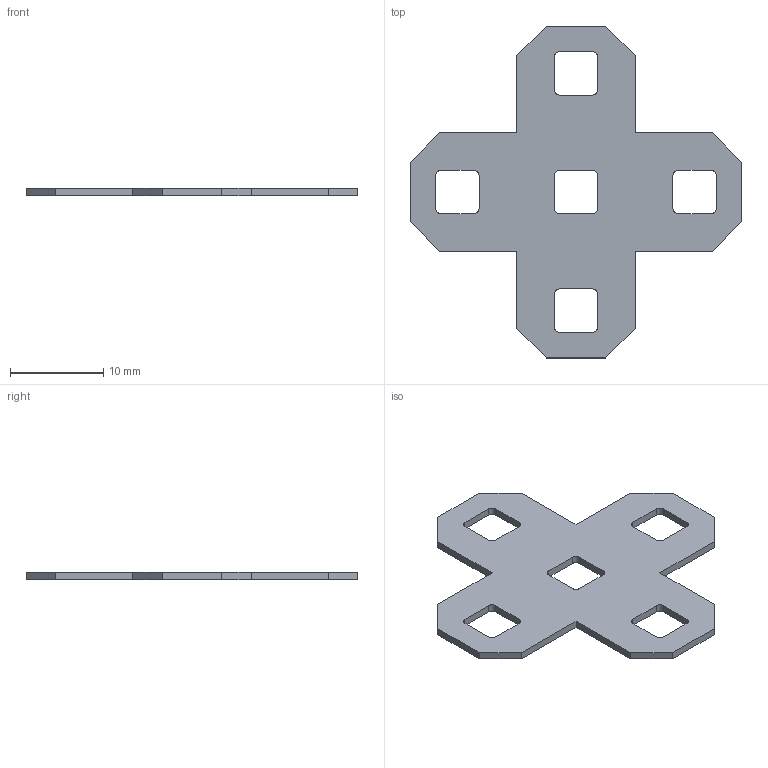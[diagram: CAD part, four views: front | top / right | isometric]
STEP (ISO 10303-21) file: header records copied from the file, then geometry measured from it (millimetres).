
FILE_DESCRIPTION(/* description */ (''),/* implementation_level */ '2;1');
FILE_NAME(/* name */ 'Plus Gusset.ipt.step',/* time_stamp */ '2020-04-16T23:04:07-04:00',/* author */ ('Jordan'),/* organization */ (''),/* preprocessor_version */ 'ST-DEVELOPER v17',/* originating_system */ 'Autodesk Inventor 2019',/* authorisation */ '');
FILE_SCHEMA (('AUTOMOTIVE_DESIGN { 1 0 10303 214 3 1 1 }'));
Length unit declared in the file: inch
Products named in the file (1): Plus Gusset
Bounding box: 35.56 x 35.56 x 0.81 mm (x, y, z)
Volume: 484.3 mm3; surface area: 1366.9 mm2
Topology: 1 solids, 1 shells, 62 faces, 251 edges, 257 vertices
Faces by surface type: plane 42, cylinder 20
Entity records: 2511 total; most frequent: CARTESIAN_POINT 520, DIRECTION 396, ORIENTED_EDGE 360, EDGE_CURVE 180, LINE 140, VECTOR 140, AXIS2_PLACEMENT_3D 128, VERTEX_POINT 120
